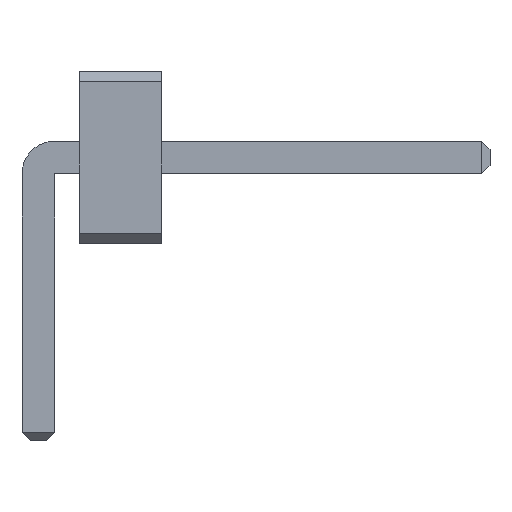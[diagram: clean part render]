
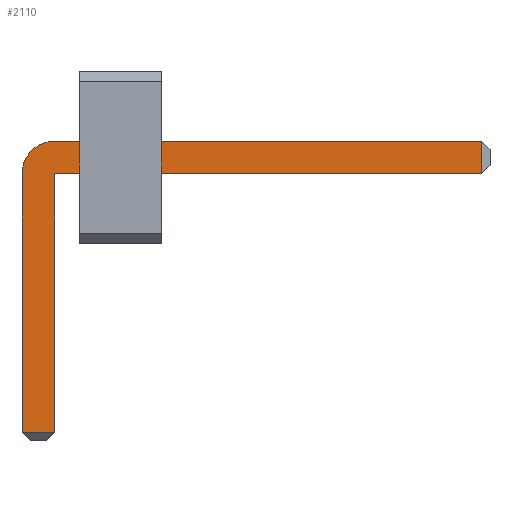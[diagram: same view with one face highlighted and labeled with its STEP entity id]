
A CAD part, front view. The second image highlights one B-rep face of the part: STEP entity #2110.
In plain terms, the highlighted planar face has unit normal (0, -1, 0).
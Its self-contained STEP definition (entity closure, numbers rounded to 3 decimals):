
#13=DIRECTION('',(0.,0.,1.));
#27=VECTOR('',#28,1.);
#28=DIRECTION('',(1.,0.,0.));
#898=VECTOR('',#13,1.);
#1884=DIRECTION('',(0.,0.,-1.));
#1921=VECTOR('',#1884,1.);
#1928=VECTOR('',#1929,1.);
#1929=DIRECTION('',(-1.,0.,0.));
#1950=DIRECTION('',(-0.,1.,0.));
#1954=DIRECTION('',(0.,1.,0.));
#1955=DIRECTION('',(1.,0.,0.));
#1962=VERTEX_POINT('',#1963);
#1963=CARTESIAN_POINT('',(0.2,-17.98,1.25));
#1965=ORIENTED_EDGE('',*,*,#1966,.T.);
#1966=EDGE_CURVE('',#1962,#1967,#1969,.T.);
#1967=VERTEX_POINT('',#1968);
#1968=CARTESIAN_POINT('',(5.4,-17.98,1.25));
#1969=LINE('',#1970,#27);
#1970=CARTESIAN_POINT('',(-0.2,-17.98,1.25));
#2006=EDGE_CURVE('',#2007,#1962,#2009,.T.);
#2007=VERTEX_POINT('',#2008);
#2008=CARTESIAN_POINT('',(-0.2,-17.98,0.85));
#2009=CIRCLE('',#2010,0.4);
#2010=AXIS2_PLACEMENT_3D('',#2011,#1950,#1884);
#2011=CARTESIAN_POINT('',(0.2,-17.98,0.85));
#2023=VERTEX_POINT('',#2024);
#2024=CARTESIAN_POINT('',(5.4,-17.98,0.85));
#2026=ORIENTED_EDGE('',*,*,#2027,.T.);
#2027=EDGE_CURVE('',#2023,#2028,#2029,.T.);
#2028=VERTEX_POINT('',#2011);
#2029=LINE('',#2030,#1928);
#2030=CARTESIAN_POINT('',(5.5,-17.98,0.85));
#2042=VERTEX_POINT('',#2043);
#2043=CARTESIAN_POINT('',(-0.2,-17.98,-2.3));
#2045=ORIENTED_EDGE('',*,*,#2046,.T.);
#2046=EDGE_CURVE('',#2042,#2007,#2047,.T.);
#2047=LINE('',#2048,#898);
#2048=CARTESIAN_POINT('',(-0.2,-17.98,-2.4));
#2056=ORIENTED_EDGE('',*,*,#2057,.T.);
#2057=EDGE_CURVE('',#2028,#2058,#2060,.T.);
#2058=VERTEX_POINT('',#2059);
#2059=CARTESIAN_POINT('',(0.2,-17.98,-2.3));
#2060=LINE('',#2011,#1921);
#2110=ADVANCED_FACE('',(#2111),#2120,.F.);
#2111=FACE_BOUND('',#2112,.F.);
#2112=EDGE_LOOP('',(#1965,#2113,#2026,#2056,#2116,#2045,#2119));
#2113=ORIENTED_EDGE('',*,*,#2114,.T.);
#2114=EDGE_CURVE('',#1967,#2023,#2115,.T.);
#2115=LINE('',#1968,#1921);
#2116=ORIENTED_EDGE('',*,*,#2117,.T.);
#2117=EDGE_CURVE('',#2058,#2042,#2118,.T.);
#2118=LINE('',#2059,#1928);
#2119=ORIENTED_EDGE('',*,*,#2006,.T.);
#2120=PLANE('',#2121);
#2121=AXIS2_PLACEMENT_3D('',#2122,#1954,#1955);
#2122=CARTESIAN_POINT('',(1.729,-17.98,0.346));
